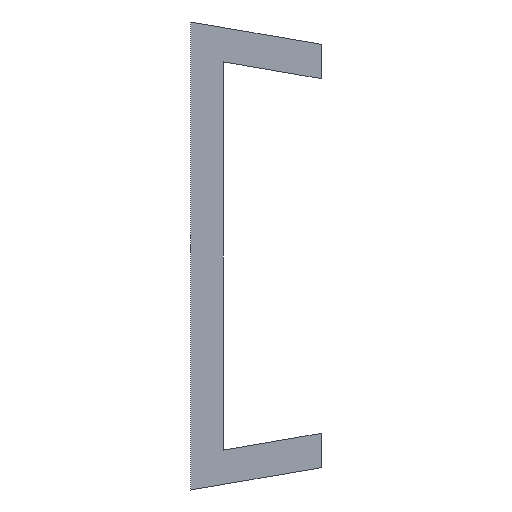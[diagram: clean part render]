
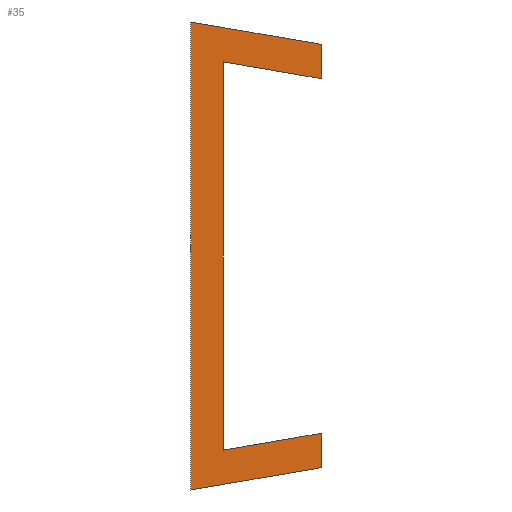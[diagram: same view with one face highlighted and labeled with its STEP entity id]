
A CAD part, left-side view. The second image highlights one B-rep face of the part: STEP entity #35.
In plain terms, the highlighted planar face has unit normal (-1, 0, 0).
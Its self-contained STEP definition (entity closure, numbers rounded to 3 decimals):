
#35=ADVANCED_FACE('',(#73),#74,.F.);
#73=FACE_OUTER_BOUND('',#111,.T.);
#74=PLANE('',#112);
#111=EDGE_LOOP('',(#143,#144,#145,#146,#147,#148,#149,#150));
#112=AXIS2_PLACEMENT_3D('',#151,#152,#153);
#143=ORIENTED_EDGE('',*,*,#232,.F.);
#144=ORIENTED_EDGE('',*,*,#233,.F.);
#145=ORIENTED_EDGE('',*,*,#234,.F.);
#146=ORIENTED_EDGE('',*,*,#235,.F.);
#147=ORIENTED_EDGE('',*,*,#236,.F.);
#148=ORIENTED_EDGE('',*,*,#237,.F.);
#149=ORIENTED_EDGE('',*,*,#238,.F.);
#150=ORIENTED_EDGE('',*,*,#239,.F.);
#151=CARTESIAN_POINT('',(0.0,6.427,0.));
#152=DIRECTION('',(1.0,0.0,0.0));
#153=DIRECTION('',(0.0,1.0,-0.0));
#232=EDGE_CURVE('',#267,#268,#269,.T.);
#233=EDGE_CURVE('',#270,#267,#271,.T.);
#234=EDGE_CURVE('',#272,#270,#273,.T.);
#235=EDGE_CURVE('',#274,#272,#275,.T.);
#236=EDGE_CURVE('',#276,#274,#277,.T.);
#237=EDGE_CURVE('',#278,#276,#279,.T.);
#238=EDGE_CURVE('',#280,#278,#281,.T.);
#239=EDGE_CURVE('',#268,#280,#282,.T.);
#267=VERTEX_POINT('',#318);
#268=VERTEX_POINT('',#319);
#269=LINE('',#320,#321);
#270=VERTEX_POINT('',#322);
#271=LINE('',#323,#324);
#272=VERTEX_POINT('',#325);
#273=LINE('',#326,#327);
#274=VERTEX_POINT('',#328);
#275=LINE('',#329,#330);
#276=VERTEX_POINT('',#331);
#277=LINE('',#332,#333);
#278=VERTEX_POINT('',#334);
#279=LINE('',#335,#336);
#280=VERTEX_POINT('',#337);
#281=LINE('',#338,#339);
#282=LINE('',#340,#341);
#318=CARTESIAN_POINT('',(0.0,2.25,-9.757));
#319=CARTESIAN_POINT('',(0.0,8.25,-10.787));
#320=CARTESIAN_POINT('',(0.0,2.25,-9.757));
#321=VECTOR('',#392,6.088);
#322=CARTESIAN_POINT('',(0.0,2.25,-8.177));
#323=CARTESIAN_POINT('',(0.0,2.25,-8.177));
#324=VECTOR('',#393,1.58);
#325=CARTESIAN_POINT('',(0.0,6.75,-8.95));
#326=CARTESIAN_POINT('',(0.0,6.75,-8.95));
#327=VECTOR('',#394,4.566);
#328=CARTESIAN_POINT('',(0.0,6.75,8.95));
#329=CARTESIAN_POINT('',(0.0,6.75,8.95));
#330=VECTOR('',#395,17.9);
#331=CARTESIAN_POINT('',(0.0,2.25,8.177));
#332=CARTESIAN_POINT('',(0.0,2.25,8.177));
#333=VECTOR('',#396,4.566);
#334=CARTESIAN_POINT('',(0.0,2.25,9.757));
#335=CARTESIAN_POINT('',(0.0,2.25,9.757));
#336=VECTOR('',#397,1.58);
#337=CARTESIAN_POINT('',(0.0,8.25,10.787));
#338=CARTESIAN_POINT('',(0.0,8.25,10.787));
#339=VECTOR('',#398,6.088);
#340=CARTESIAN_POINT('',(0.0,8.25,-10.787));
#341=VECTOR('',#399,21.575);
#392=DIRECTION('',(0.0,0.986,-0.169));
#393=DIRECTION('',(0.0,0.0,-1.0));
#394=DIRECTION('',(0.0,-0.986,0.169));
#395=DIRECTION('',(0.0,0.0,-1.0));
#396=DIRECTION('',(0.0,0.986,0.169));
#397=DIRECTION('',(0.0,0.0,-1.0));
#398=DIRECTION('',(0.0,-0.986,-0.169));
#399=DIRECTION('',(0.0,0.0,1.0));
